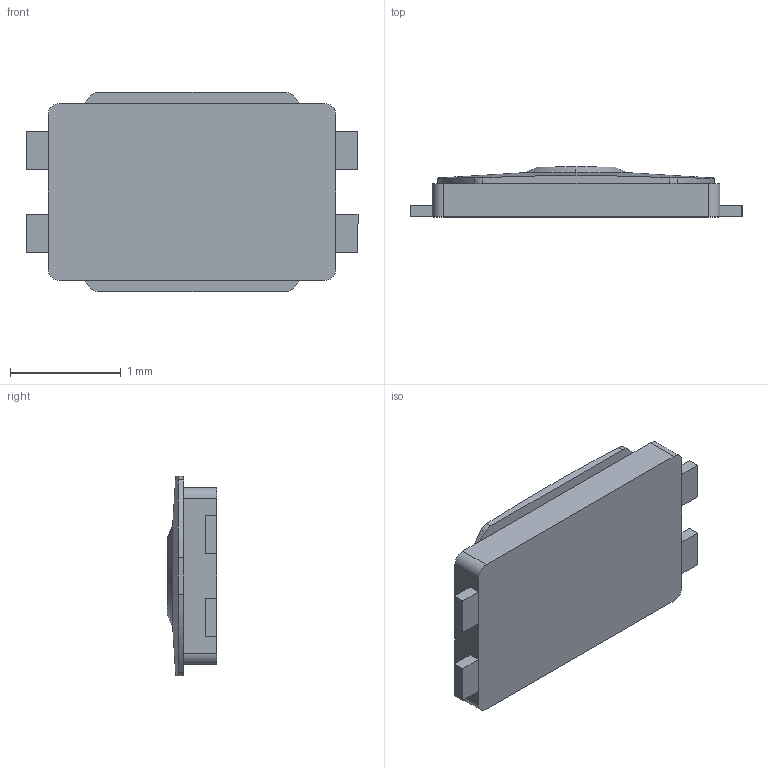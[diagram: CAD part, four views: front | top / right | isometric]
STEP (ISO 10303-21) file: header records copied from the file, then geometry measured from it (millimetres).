
FILE_DESCRIPTION (( 'STEP AP214' ), '1' );
FILE_NAME ('tact switch EVP-BB2A9B000.STEP', '2022-07-13T08:48:55', ( '' ), ( '' ), 'SwSTEP 2.0', 'SolidWorks 2020', '' );
FILE_SCHEMA (( 'AUTOMOTIVE_DESIGN' ));
Length unit declared in the file: millimetre
Products named in the file (1): tact switch EVP-BB2A9B000
Bounding box: 3 x 0.45 x 1.8 mm (x, y, z)
Volume: 1.6 mm3; surface area: 13 mm2
Topology: 5 solids, 5 shells, 54 faces, 126 edges, 82 vertices
Faces by surface type: plane 38, cylinder 12, cone 4
Entity records: 2228 total; most frequent: CARTESIAN_POINT 317, DIRECTION 254, ORIENTED_EDGE 252, EDGE_CURVE 126, LINE 88, VECTOR 88, AXIS2_PLACEMENT_3D 83, VERTEX_POINT 82
